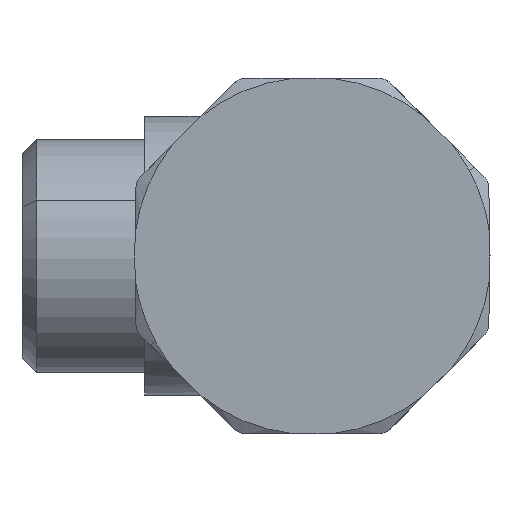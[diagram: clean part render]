
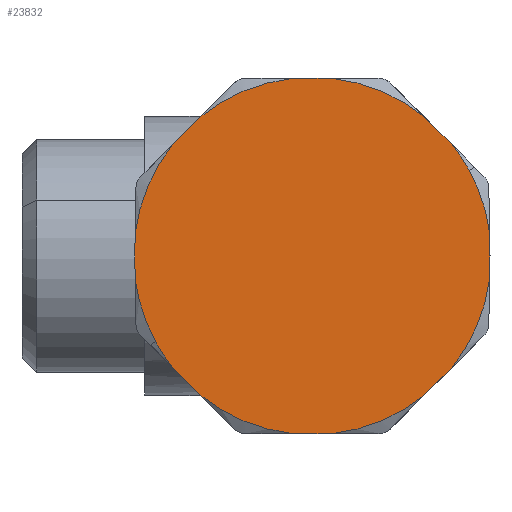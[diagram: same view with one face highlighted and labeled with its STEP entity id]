
A CAD part, left-side view. The second image highlights one B-rep face of the part: STEP entity #23832.
In plain terms, the highlighted planar face has unit normal (-1, 0, 0).
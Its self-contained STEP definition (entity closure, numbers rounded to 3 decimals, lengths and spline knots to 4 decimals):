
#1881=CARTESIAN_POINT('',(-2.1654,0.4924,
-0.3929));
#1892=CARTESIAN_POINT('',(-2.1654,0.,0.));
#1893=DIRECTION('',(-1.,0.,0.));
#1894=DIRECTION('',(0.,0.624,-0.782));
#1895=AXIS2_PLACEMENT_3D('',#1892,#1893,#1894);
#1897=DIRECTION('',(0.,0.707,0.707));
#1898=VECTOR('',#1897,0.1406);
#1899=CARTESIAN_POINT('',(-2.1654,0.3929,
-0.4924));
#1900=LINE('',#1899,#1898);
#1901=CARTESIAN_POINT('',(-2.1654,0.,0.));
#1902=DIRECTION('',(-1.,0.,0.));
#1903=DIRECTION('',(0.,0.878,-0.479));
#1904=AXIS2_PLACEMENT_3D('',#1901,#1902,#1903);
#1906=CARTESIAN_POINT('',(-2.1654,0.,0.));
#1907=DIRECTION('',(-1.,0.,0.));
#1908=DIRECTION('',(0.,0.992,-0.129));
#1909=AXIS2_PLACEMENT_3D('',#1906,#1907,#1908);
#1911=DIRECTION('',(0.,-0.017,-1.));
#1912=VECTOR('',#1911,0.0812);
#1913=CARTESIAN_POINT('',(-2.1654,0.6261,0.));
#1914=LINE('',#1913,#1912);
#1915=DIRECTION('',(0.,0.017,-1.));
#1916=VECTOR('',#1915,0.0812);
#1917=CARTESIAN_POINT('',(-2.1654,0.6247,
0.0812));
#1918=LINE('',#1917,#1916);
#1919=CARTESIAN_POINT('',(-2.1654,0.,0.));
#1920=DIRECTION('',(-1.,0.,0.));
#1921=DIRECTION('',(0.,0.782,0.624));
#1922=AXIS2_PLACEMENT_3D('',#1919,#1920,#1921);
#1924=DIRECTION('',(0.,-0.707,0.707));
#1925=VECTOR('',#1924,0.1406);
#1926=CARTESIAN_POINT('',(-2.1654,0.4924,
0.3929));
#1927=LINE('',#1926,#1925);
#1928=CARTESIAN_POINT('',(-2.1654,0.,0.));
#1929=DIRECTION('',(-1.,0.,0.));
#1930=DIRECTION('',(0.,0.112,0.994));
#1931=AXIS2_PLACEMENT_3D('',#1928,#1929,#1930);
#1933=DIRECTION('',(0.,-1.,0.));
#1934=VECTOR('',#1933,0.1406);
#1935=CARTESIAN_POINT('',(-2.1654,0.0703,
0.626));
#1936=LINE('',#1935,#1934);
#1937=CARTESIAN_POINT('',(-2.1654,0.,0.));
#1938=DIRECTION('',(-1.,0.,0.));
#1939=DIRECTION('',(0.,-0.624,0.782));
#1940=AXIS2_PLACEMENT_3D('',#1937,#1938,#1939);
#1942=DIRECTION('',(0.,-0.707,-0.707));
#1943=VECTOR('',#1942,0.1406);
#1944=CARTESIAN_POINT('',(-2.1654,-0.3929,
0.4924));
#1945=LINE('',#1944,#1943);
#1946=CARTESIAN_POINT('',(-2.1654,0.,0.));
#1947=DIRECTION('',(-1.,0.,0.));
#1948=DIRECTION('',(0.,-0.878,0.479));
#1949=AXIS2_PLACEMENT_3D('',#1946,#1947,#1948);
#1951=CARTESIAN_POINT('',(-2.1654,0.,0.));
#1952=DIRECTION('',(-1.,0.,0.));
#1953=DIRECTION('',(0.,-0.992,0.129));
#1954=AXIS2_PLACEMENT_3D('',#1951,#1952,#1953);
#1956=DIRECTION('',(0.,0.017,1.));
#1957=VECTOR('',#1956,0.0812);
#1958=CARTESIAN_POINT('',(-2.1654,-0.6261,0.));
#1959=LINE('',#1958,#1957);
#1960=DIRECTION('',(0.,0.017,-1.));
#1961=VECTOR('',#1960,0.0812);
#1962=CARTESIAN_POINT('',(-2.1654,-0.6261,0.));
#1963=LINE('',#1962,#1961);
#1964=CARTESIAN_POINT('',(-2.1654,0.,0.));
#1965=DIRECTION('',(-1.,0.,0.));
#1966=DIRECTION('',(0.,-0.782,-0.624));
#1967=AXIS2_PLACEMENT_3D('',#1964,#1965,#1966);
#1969=DIRECTION('',(0.,0.707,-0.707));
#1970=VECTOR('',#1969,0.1406);
#1971=CARTESIAN_POINT('',(-2.1654,-0.4924,
-0.3929));
#1972=LINE('',#1971,#1970);
#1973=CARTESIAN_POINT('',(-2.1654,0.,0.));
#1974=DIRECTION('',(-1.,0.,0.));
#1975=DIRECTION('',(0.,-0.112,-0.994));
#1976=AXIS2_PLACEMENT_3D('',#1973,#1974,#1975);
#1978=DIRECTION('',(0.,1.,0.));
#1979=VECTOR('',#1978,0.1406);
#1980=CARTESIAN_POINT('',(-2.1654,-0.0703,
-0.626));
#1981=LINE('',#1980,#1979);
#1982=CARTESIAN_POINT('',(-2.1654,0.0703,
-0.626));
#2011=CARTESIAN_POINT('',(-2.1654,-0.3929,
-0.4924));
#2040=CARTESIAN_POINT('',(-2.1654,-0.6247,
-0.0812));
#2090=CARTESIAN_POINT('',(-2.1654,-0.4924,
0.3929));
#2105=CARTESIAN_POINT('',(-2.1654,-0.0703,
0.626));
#2134=CARTESIAN_POINT('',(-2.1654,0.3929,
0.4924));
#2164=CARTESIAN_POINT('',(-2.1654,0.6247,
0.0812));
#18493=VERTEX_POINT('',#2134);
#18494=CARTESIAN_POINT('',(-2.1654,0.4924,
0.3929));
#18495=VERTEX_POINT('',#18494);
#18496=CARTESIAN_POINT('',(-2.1654,-0.6261,0.));
#18497=CARTESIAN_POINT('',(-2.1654,-0.6247,
0.0812));
#18498=VERTEX_POINT('',#18496);
#18499=VERTEX_POINT('',#18497);
#18512=VERTEX_POINT('',#2090);
#18513=CARTESIAN_POINT('',(-2.1654,-0.3929,
0.4924));
#18514=VERTEX_POINT('',#18513);
#18522=VERTEX_POINT('',#2105);
#18523=CARTESIAN_POINT('',(-2.1654,0.0703,
0.626));
#18524=VERTEX_POINT('',#18523);
#18533=VERTEX_POINT('',#2164);
#18534=CARTESIAN_POINT('',(-2.1654,0.6261,0.));
#18535=VERTEX_POINT('',#18534);
#18555=VERTEX_POINT('',#1881);
#18556=CARTESIAN_POINT('',(-2.1654,0.3929,
-0.4924));
#18557=VERTEX_POINT('',#18556);
#18565=VERTEX_POINT('',#1982);
#18566=CARTESIAN_POINT('',(-2.1654,-0.0703,
-0.626));
#18567=VERTEX_POINT('',#18566);
#18576=VERTEX_POINT('',#2011);
#18577=CARTESIAN_POINT('',(-2.1654,-0.4924,
-0.3929));
#18578=VERTEX_POINT('',#18577);
#18586=VERTEX_POINT('',#2040);
#18588=CARTESIAN_POINT('',(-2.1654,0.6247,
-0.0812));
#18589=VERTEX_POINT('',#18588);
#19759=CARTESIAN_POINT('',(-2.1654,0.5528,
-0.302));
#19760=VERTEX_POINT('',#19759);
#19761=CARTESIAN_POINT('',(-2.1654,-0.5528,
0.302));
#19762=VERTEX_POINT('',#19761);
#23789=CARTESIAN_POINT('',(-2.1654,-0.6299,0.));
#23790=DIRECTION('',(-1.,0.,0.));
#23791=DIRECTION('',(0.,1.,0.));
#23792=AXIS2_PLACEMENT_3D('',#23789,#23790,#23791);
#23793=PLANE('',#23792);
#23795=ORIENTED_EDGE('',*,*,#23794,.F.);
#23797=ORIENTED_EDGE('',*,*,#23796,.T.);
#23798=ORIENTED_EDGE('',*,*,#23781,.F.);
#23799=ORIENTED_EDGE('',*,*,#23771,.F.);
#23800=ORIENTED_EDGE('',*,*,#23655,.F.);
#23801=ORIENTED_EDGE('',*,*,#23641,.F.);
#23803=ORIENTED_EDGE('',*,*,#23802,.F.);
#23805=ORIENTED_EDGE('',*,*,#23804,.T.);
#23807=ORIENTED_EDGE('',*,*,#23806,.F.);
#23809=ORIENTED_EDGE('',*,*,#23808,.T.);
#23811=ORIENTED_EDGE('',*,*,#23810,.F.);
#23813=ORIENTED_EDGE('',*,*,#23812,.T.);
#23815=ORIENTED_EDGE('',*,*,#23814,.F.);
#23817=ORIENTED_EDGE('',*,*,#23816,.F.);
#23819=ORIENTED_EDGE('',*,*,#23818,.F.);
#23821=ORIENTED_EDGE('',*,*,#23820,.T.);
#23823=ORIENTED_EDGE('',*,*,#23822,.F.);
#23825=ORIENTED_EDGE('',*,*,#23824,.T.);
#23827=ORIENTED_EDGE('',*,*,#23826,.F.);
#23829=ORIENTED_EDGE('',*,*,#23828,.T.);
#23830=EDGE_LOOP('',(#23795,#23797,#23798,#23799,#23800,#23801,#23803,#23805,
#23807,#23809,#23811,#23813,#23815,#23817,#23819,#23821,#23823,#23825,#23827,
#23829));
#23831=FACE_OUTER_BOUND('',#23830,.F.);
#23832=ADVANCED_FACE('',(#23831),#23793,.T.);
#1896=CIRCLE('',#1895,0.6299);
#1905=CIRCLE('',#1904,0.6299);
#1910=CIRCLE('',#1909,0.6299);
#1923=CIRCLE('',#1922,0.6299);
#1932=CIRCLE('',#1931,0.6299);
#1941=CIRCLE('',#1940,0.6299);
#1950=CIRCLE('',#1949,0.6299);
#1955=CIRCLE('',#1954,0.6299);
#1968=CIRCLE('',#1967,0.6299);
#1977=CIRCLE('',#1976,0.6299);
#23641=EDGE_CURVE('',#18533,#18535,#1918,.T.);
#23655=EDGE_CURVE('',#18535,#18589,#1914,.T.);
#23771=EDGE_CURVE('',#18589,#19760,#1910,.T.);
#23781=EDGE_CURVE('',#19760,#18555,#1905,.T.);
#23794=EDGE_CURVE('',#18557,#18565,#1896,.T.);
#23796=EDGE_CURVE('',#18557,#18555,#1900,.T.);
#23802=EDGE_CURVE('',#18495,#18533,#1923,.T.);
#23804=EDGE_CURVE('',#18495,#18493,#1927,.T.);
#23806=EDGE_CURVE('',#18524,#18493,#1932,.T.);
#23808=EDGE_CURVE('',#18524,#18522,#1936,.T.);
#23810=EDGE_CURVE('',#18514,#18522,#1941,.T.);
#23812=EDGE_CURVE('',#18514,#18512,#1945,.T.);
#23814=EDGE_CURVE('',#19762,#18512,#1950,.T.);
#23816=EDGE_CURVE('',#18499,#19762,#1955,.T.);
#23818=EDGE_CURVE('',#18498,#18499,#1959,.T.);
#23820=EDGE_CURVE('',#18498,#18586,#1963,.T.);
#23822=EDGE_CURVE('',#18578,#18586,#1968,.T.);
#23824=EDGE_CURVE('',#18578,#18576,#1972,.T.);
#23826=EDGE_CURVE('',#18567,#18576,#1977,.T.);
#23828=EDGE_CURVE('',#18567,#18565,#1981,.T.);
